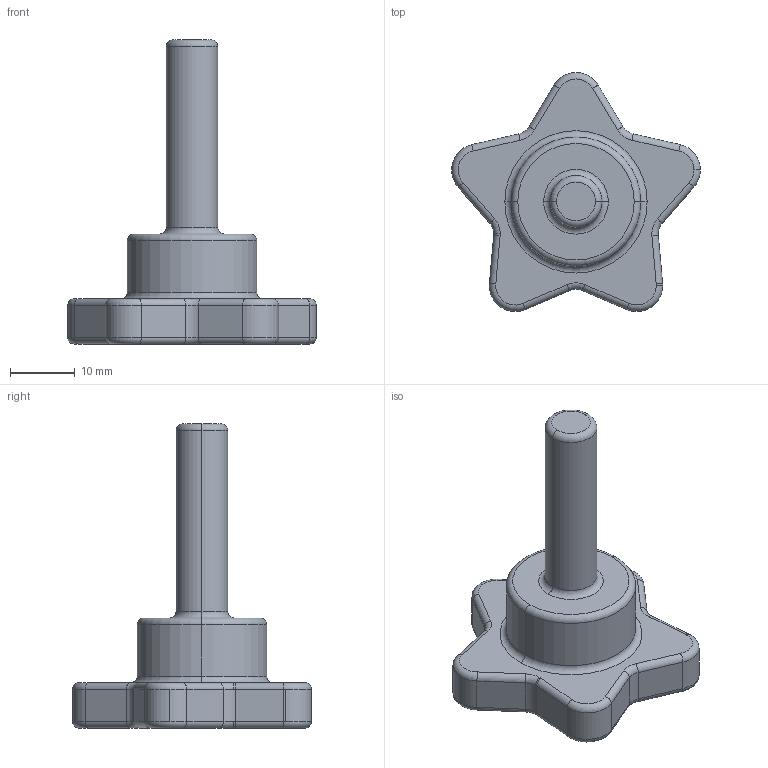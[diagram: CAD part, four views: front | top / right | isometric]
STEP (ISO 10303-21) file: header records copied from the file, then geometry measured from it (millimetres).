
FILE_DESCRIPTION (( 'STEP AP203' ), '1' );
FILE_NAME ('M8 knob.STEP', '2013-11-19T19:09:17', ( '' ), ( '' ), 'SwSTEP 2.0', 'SolidWorks 2013', '' );
FILE_SCHEMA (( 'CONFIG_CONTROL_DESIGN' ));
Length unit declared in the file: millimetre
Products named in the file (1): M8 knob
Bounding box: 38.43 x 36.93 x 47 mm (x, y, z)
Volume: 10744.6 mm3; surface area: 3835.2 mm2
Topology: 1 solids, 1 shells, 85 faces, 195 edges, 114 vertices
Faces by surface type: cylinder 37, torus 34, plane 14
Entity records: 2490 total; most frequent: DIRECTION 495, CARTESIAN_POINT 395, ORIENTED_EDGE 390, AXIS2_PLACEMENT_3D 214, EDGE_CURVE 195, CIRCLE 128, VERTEX_POINT 114, EDGE_LOOP 87
